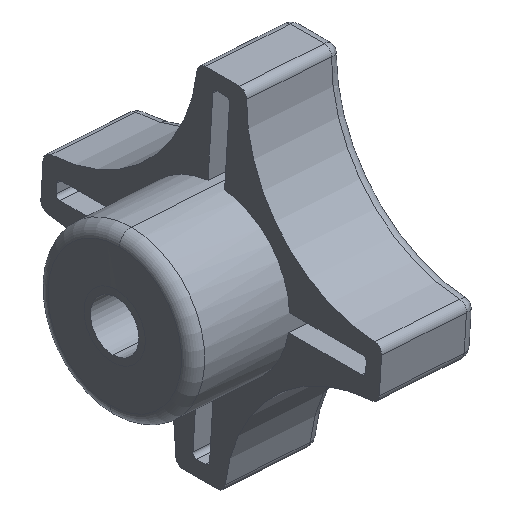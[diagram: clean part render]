
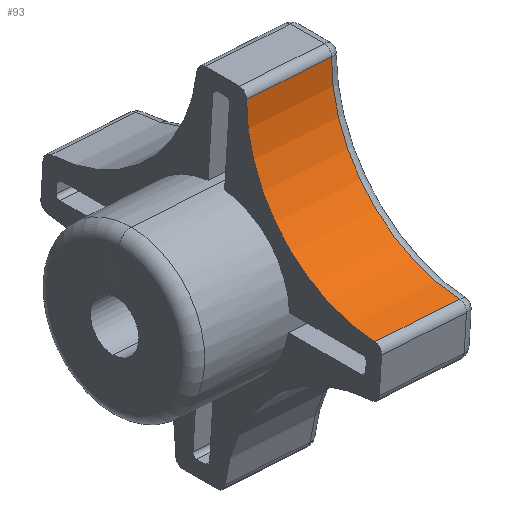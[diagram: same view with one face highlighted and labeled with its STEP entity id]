
A CAD part, isometric view. The second image highlights one B-rep face of the part: STEP entity #93.
In plain terms, the highlighted cylindrical face has radius 18.999 mm (diameter 37.998 mm), a partial arc.
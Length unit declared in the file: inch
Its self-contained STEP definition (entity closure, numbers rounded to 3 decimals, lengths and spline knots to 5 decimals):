
#93=ADVANCED_FACE('',(#215),#216,.F.);
#215=FACE_OUTER_BOUND('',#859,.T.);
#216=CYLINDRICAL_SURFACE('',#860,0.748);
#859=EDGE_LOOP('',(#1438,#1439,#1440,#1441));
#860=AXIS2_PLACEMENT_3D('',#1442,#1443,#1444);
#1438=ORIENTED_EDGE('',*,*,#1754,.F.);
#1439=ORIENTED_EDGE('',*,*,#1755,.T.);
#1440=ORIENTED_EDGE('',*,*,#1756,.T.);
#1441=ORIENTED_EDGE('',*,*,#1734,.T.);
#1442=CARTESIAN_POINT('',(-2.86959,0.46039,-0.18319));
#1443=DIRECTION('',(0.998,0.,-0.066));
#1444=DIRECTION('',(0.066,0.,0.998));
#1734=EDGE_CURVE('',#2003,#2001,#2004,.T.);
#1754=EDGE_CURVE('',#1854,#2001,#2030,.T.);
#1755=EDGE_CURVE('',#1854,#1857,#2031,.T.);
#1756=EDGE_CURVE('',#1857,#2003,#2032,.T.);
#1854=VERTEX_POINT('',#2265);
#1857=VERTEX_POINT('',#2279);
#2001=VERTEX_POINT('',#2492);
#2003=VERTEX_POINT('',#2494);
#2004=CIRCLE('',#2495,0.748);
#2030=LINE('',#2532,#2533);
#2031=CIRCLE('',#2534,0.748);
#2032=LINE('',#2535,#2536);
#2265=CARTESIAN_POINT('',(-2.97874,0.49836,-0.92464));
#2279=CARTESIAN_POINT('',(-2.93196,1.20743,-0.21712));
#2492=CARTESIAN_POINT('',(-3.41778,0.49836,-0.89561));
#2494=CARTESIAN_POINT('',(-3.371,1.20743,-0.18809));
#2495=AXIS2_PLACEMENT_3D('',#2820,#2821,#2822);
#2532=CARTESIAN_POINT('',(-2.91887,0.49836,-0.9286));
#2533=VECTOR('',#2858,39.37008);
#2534=AXIS2_PLACEMENT_3D('',#2859,#2860,#2861);
#2535=CARTESIAN_POINT('',(-2.87209,1.20743,-0.22108));
#2536=VECTOR('',#2862,39.37008);
#2820=CARTESIAN_POINT('',(-3.3685,0.46039,-0.1502));
#2821=DIRECTION('',(-0.998,0.,0.066));
#2822=DIRECTION('',(0.066,0.,0.998));
#2858=DIRECTION('',(-0.998,0.,0.066));
#2859=CARTESIAN_POINT('',(-2.92946,0.46039,-0.17923));
#2860=DIRECTION('',(0.998,0.,-0.066));
#2861=DIRECTION('',(-0.066,0.,-0.998));
#2862=DIRECTION('',(-0.998,0.,0.066));
